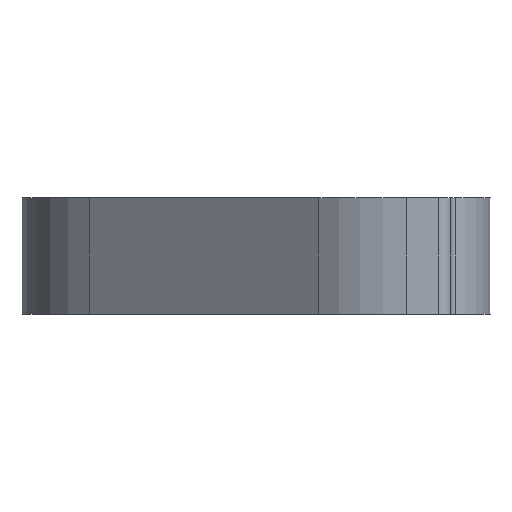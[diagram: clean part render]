
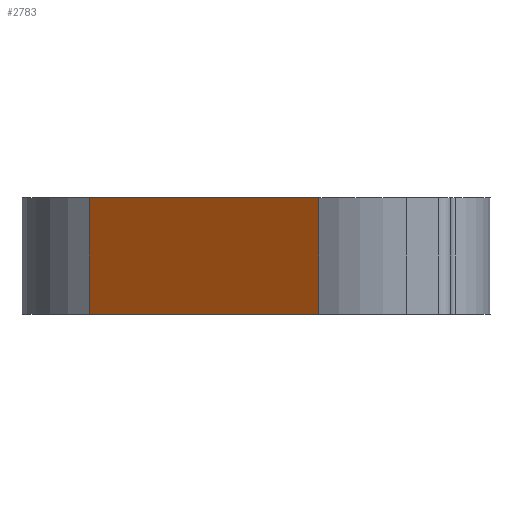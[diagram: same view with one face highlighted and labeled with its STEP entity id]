
A CAD part, left-side view. The second image highlights one B-rep face of the part: STEP entity #2783.
In plain terms, the highlighted planar face has unit normal (-0.779, 0.626, 0).
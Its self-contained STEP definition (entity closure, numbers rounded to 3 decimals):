
#38 = CARTESIAN_POINT ( 'NONE',  ( -30.397, 67.434, 25. ) ) ;
#157 = DIRECTION ( 'NONE',  ( 0., 0., 1. ) ) ;
#335 = EDGE_CURVE ( 'NONE', #909, #365, #437, .T. ) ;
#341 = VECTOR ( 'NONE', #917, 1000. ) ;
#365 = VERTEX_POINT ( 'NONE', #574 ) ;
#437 = LINE ( 'NONE', #1441, #780 ) ;
#470 = ORIENTED_EDGE ( 'NONE', *, *, #335, .T. ) ;
#574 = CARTESIAN_POINT ( 'NONE',  ( -69.947, 18.233, 0. ) ) ;
#603 = EDGE_CURVE ( 'NONE', #2544, #909, #2765, .T. ) ;
#667 = CARTESIAN_POINT ( 'NONE',  ( -76.564, 10., 25. ) ) ;
#688 = VERTEX_POINT ( 'NONE', #2692 ) ;
#780 = VECTOR ( 'NONE', #1639, 1000. ) ;
#875 = ORIENTED_EDGE ( 'NONE', *, *, #1708, .F. ) ;
#900 = CARTESIAN_POINT ( 'NONE',  ( -76.564, 10., 25. ) ) ;
#909 = VERTEX_POINT ( 'NONE', #1471 ) ;
#917 = DIRECTION ( 'NONE',  ( 0., 0., -1. ) ) ;
#960 = LINE ( 'NONE', #900, #2474 ) ;
#1011 = ORIENTED_EDGE ( 'NONE', *, *, #603, .T. ) ;
#1322 = PLANE ( 'NONE',  #2015 ) ;
#1441 = CARTESIAN_POINT ( 'NONE',  ( -76.564, 10., 0. ) ) ;
#1471 = CARTESIAN_POINT ( 'NONE',  ( -30.397, 67.434, 0. ) ) ;
#1527 = EDGE_CURVE ( 'NONE', #365, #688, #2256, .T. ) ;
#1639 = DIRECTION ( 'NONE',  ( -0.627, -0.779, 0. ) ) ;
#1708 = EDGE_CURVE ( 'NONE', #2544, #688, #960, .T. ) ;
#1725 = DIRECTION ( 'NONE',  ( 0.779, -0.627, 0. ) ) ;
#1739 = DIRECTION ( 'NONE',  ( -0.627, -0.779, 0. ) ) ;
#1761 = EDGE_LOOP ( 'NONE', ( #470, #2631, #875, #1011 ) ) ;
#1783 = FACE_OUTER_BOUND ( 'NONE', #1761, .T. ) ;
#2015 = AXIS2_PLACEMENT_3D ( 'NONE', #667, #1725, #2126 ) ;
#2126 = DIRECTION ( 'NONE',  ( 0.627, 0.779, 0. ) ) ;
#2256 = LINE ( 'NONE', #2276, #2712 ) ;
#2276 = CARTESIAN_POINT ( 'NONE',  ( -69.947, 18.233, 25. ) ) ;
#2474 = VECTOR ( 'NONE', #1739, 1000. ) ;
#2544 = VERTEX_POINT ( 'NONE', #2620 ) ;
#2620 = CARTESIAN_POINT ( 'NONE',  ( -30.397, 67.434, 25. ) ) ;
#2631 = ORIENTED_EDGE ( 'NONE', *, *, #1527, .T. ) ;
#2692 = CARTESIAN_POINT ( 'NONE',  ( -69.947, 18.233, 25. ) ) ;
#2712 = VECTOR ( 'NONE', #157, 1000. ) ;
#2765 = LINE ( 'NONE', #38, #341 ) ;
#2783 = ADVANCED_FACE ( 'NONE', ( #1783 ), #1322, .F. ) ;
